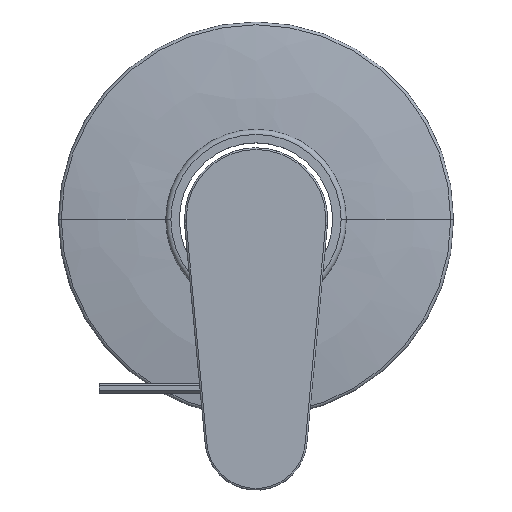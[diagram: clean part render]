
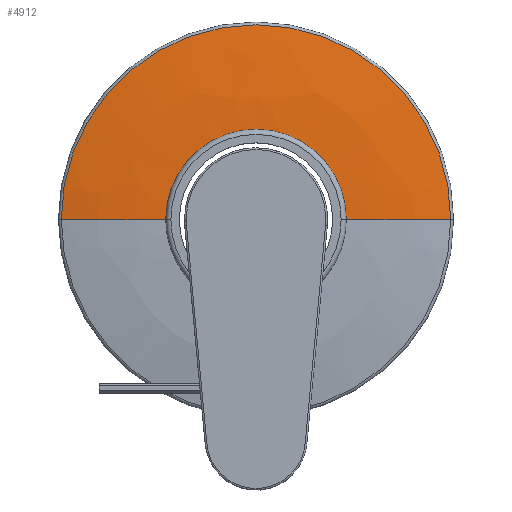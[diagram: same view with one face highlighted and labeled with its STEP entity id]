
A CAD part, top view. The second image highlights one B-rep face of the part: STEP entity #4912.
In plain terms, the highlighted free-form (B-spline) face has degree [3, 3] with [7, 4] control points.
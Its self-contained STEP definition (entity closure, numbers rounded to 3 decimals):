
#4607=CARTESIAN_POINT('',(0.,6.149,0.));
#4608=DIRECTION('',(0.,1.,0.));
#4609=DIRECTION('',(-1.,0.,0.));
#4610=AXIS2_PLACEMENT_3D('',#4607,#4608,#4609);
#4639=CARTESIAN_POINT('',(25.,-174.,0.));
#4640=DIRECTION('',(0.,0.,1.));
#4641=DIRECTION('',(0.176,0.984,0.));
#4642=AXIS2_PLACEMENT_3D('',#4639,#4640,#4641);
#4647=CARTESIAN_POINT('',(-25.,-174.,0.));
#4648=DIRECTION('',(0.,0.,-1.));
#4649=DIRECTION('',(-0.176,0.984,0.));
#4650=AXIS2_PLACEMENT_3D('',#4647,#4648,#4649);
#4677=CARTESIAN_POINT('',(0.,9.,0.));
#4678=DIRECTION('',(0.,-1.,0.));
#4679=DIRECTION('',(1.,0.,0.));
#4680=AXIS2_PLACEMENT_3D('',#4677,#4678,#4679);
#4841=CARTESIAN_POINT('',(25.,9.,0.));
#4843=VERTEX_POINT('',#4841);
#4845=CARTESIAN_POINT('',(-25.,9.,0.));
#4847=VERTEX_POINT('',#4845);
#4857=CARTESIAN_POINT('',(57.176,6.149,0.));
#4858=CARTESIAN_POINT('',(-57.176,6.149,
0.));
#4859=VERTEX_POINT('',#4857);
#4860=VERTEX_POINT('',#4858);
#4873=CARTESIAN_POINT('',(24.305,8.999,-1.529));
#4874=CARTESIAN_POINT('',(35.511,9.039,-2.234));
#4875=CARTESIAN_POINT('',(46.674,8.048,-2.936));
#4876=CARTESIAN_POINT('',(57.698,6.034,-3.63));
#4877=CARTESIAN_POINT('',(25.246,8.999,13.428));
#4878=CARTESIAN_POINT('',(36.886,9.039,19.619));
#4879=CARTESIAN_POINT('',(48.481,8.048,25.786));
#4880=CARTESIAN_POINT('',(59.932,6.034,31.877));
#4881=CARTESIAN_POINT('',(14.987,8.999,24.353));
#4882=CARTESIAN_POINT('',(21.897,9.039,35.581));
#4883=CARTESIAN_POINT('',(28.78,8.048,46.766));
#4884=CARTESIAN_POINT('',(35.578,6.034,57.812));
#4885=CARTESIAN_POINT('',(0.,8.999,24.353));
#4886=CARTESIAN_POINT('',(0.,9.039,35.581));
#4887=CARTESIAN_POINT('',(0.,8.048,46.766));
#4888=CARTESIAN_POINT('',(0.,6.034,57.812));
#4889=CARTESIAN_POINT('',(-14.987,8.999,24.353));
#4890=CARTESIAN_POINT('',(-21.897,9.039,35.581));
#4891=CARTESIAN_POINT('',(-28.78,8.048,46.766));
#4892=CARTESIAN_POINT('',(-35.578,6.034,57.812));
#4893=CARTESIAN_POINT('',(-25.246,8.999,13.428));
#4894=CARTESIAN_POINT('',(-36.886,9.039,19.619));
#4895=CARTESIAN_POINT('',(-48.481,8.048,25.786));
#4896=CARTESIAN_POINT('',(-59.932,6.034,31.877));
#4897=CARTESIAN_POINT('',(-24.305,8.999,
-1.529));
#4898=CARTESIAN_POINT('',(-35.511,9.039,
-2.234));
#4899=CARTESIAN_POINT('',(-46.674,8.048,
-2.936));
#4900=CARTESIAN_POINT('',(-57.698,6.034,
-3.63));
#4901=(BOUNDED_SURFACE()B_SPLINE_SURFACE(3,3,((#4873,#4874,#4875,#4876),(#4877,
#4878,#4879,#4880),(#4881,#4882,#4883,#4884),(#4885,#4886,#4887,#4888),(#4889,
#4890,#4891,#4892),(#4893,#4894,#4895,#4896),(#4897,#4898,#4899,#4900)),
.UNSPECIFIED.,.F.,.F.,.F.)B_SPLINE_SURFACE_WITH_KNOTS((4,3,4),(4,4),(0.,1.,
2.),(0.,1.),.UNSPECIFIED.)GEOMETRIC_REPRESENTATION_ITEM()RATIONAL_B_SPLINE_SURFACE(((1.19,1.186,1.186,1.19),(
0.94,0.937,0.937,0.94),(
0.94,0.937,0.937,0.94),(
1.19,1.186,1.186,1.19),(
0.94,0.937,0.937,0.94),(
0.94,0.937,0.937,0.94),(
1.19,1.186,1.186,1.19)))REPRESENTATION_ITEM('')SURFACE());
#4903=ORIENTED_EDGE('',*,*,#4902,.F.);
#4905=ORIENTED_EDGE('',*,*,#4904,.T.);
#4907=ORIENTED_EDGE('',*,*,#4906,.F.);
#4909=ORIENTED_EDGE('',*,*,#4908,.F.);
#4910=EDGE_LOOP('',(#4903,#4905,#4907,#4909));
#4911=FACE_OUTER_BOUND('',#4910,.F.);
#4912=ADVANCED_FACE('',(#4911),#4901,.T.);
#4611=CIRCLE('',#4610,57.176);
#4643=CIRCLE('',#4642,183.);
#4651=CIRCLE('',#4650,183.);
#4681=CIRCLE('',#4680,25.);
#4902=EDGE_CURVE('',#4860,#4859,#4611,.T.);
#4904=EDGE_CURVE('',#4860,#4847,#4651,.T.);
#4906=EDGE_CURVE('',#4843,#4847,#4681,.T.);
#4908=EDGE_CURVE('',#4859,#4843,#4643,.T.);
